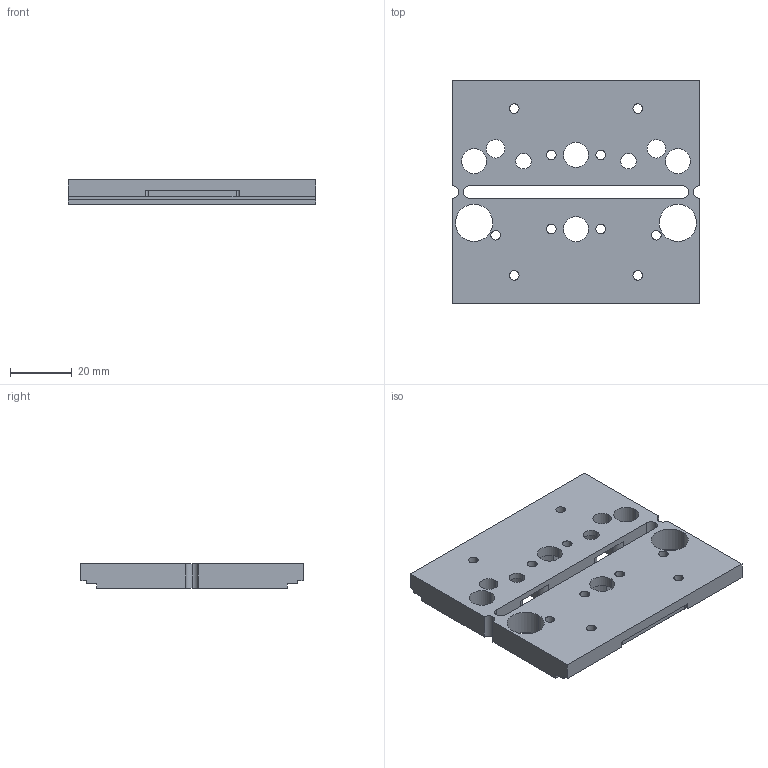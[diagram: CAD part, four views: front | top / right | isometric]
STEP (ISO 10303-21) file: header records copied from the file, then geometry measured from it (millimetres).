
FILE_DESCRIPTION (( 'STEP AP214' ), '1' );
FILE_NAME ('CNC樓馱璃-v1.4.1_樁蕾斐_one-20250729.STEP', '2025-07-29T12:54:51', ( '' ), ( '' ), 'SwSTEP 2.0', 'SolidWorks 2018', '' );
FILE_SCHEMA (( 'AUTOMOTIVE_DESIGN' ));
Length unit declared in the file: millimetre
Products named in the file (1): CNC樓馱璃-v1.4.1_樁蕾斐_one-20250729
Bounding box: 80 x 72 x 8 mm (x, y, z)
Volume: 35188 mm3; surface area: 16316.4 mm2
Topology: 1 solids, 1 shells, 108 faces, 312 edges, 208 vertices
Faces by surface type: cylinder 66, plane 42
Entity records: 3726 total; most frequent: DIRECTION 662, CARTESIAN_POINT 629, ORIENTED_EDGE 624, EDGE_CURVE 312, AXIS2_PLACEMENT_3D 241, VERTEX_POINT 208, VECTOR 180, LINE 180
